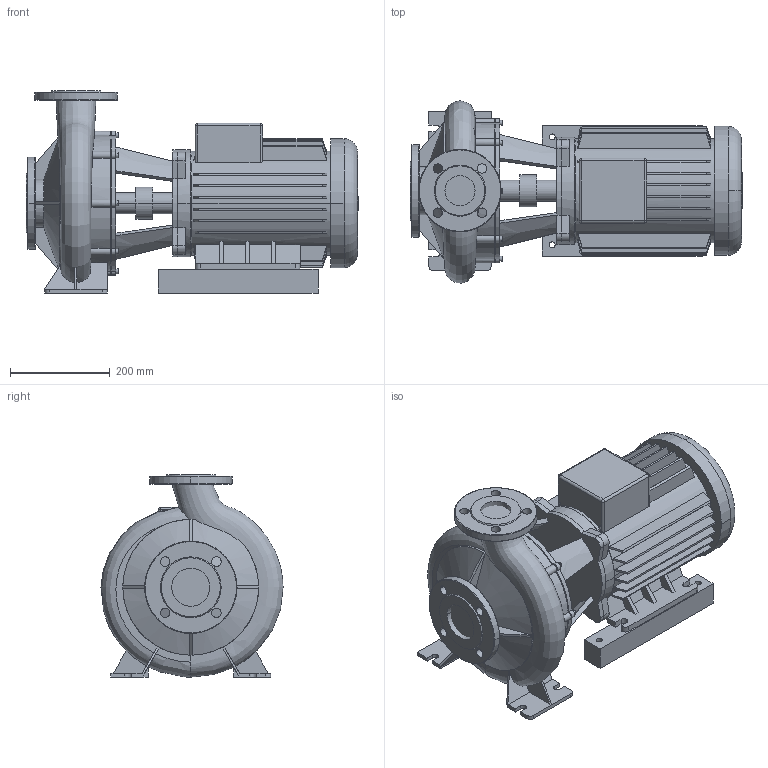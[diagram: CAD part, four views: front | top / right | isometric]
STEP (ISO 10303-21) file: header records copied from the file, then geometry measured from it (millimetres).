
FILE_DESCRIPTION((''),'2;1');
FILE_NAME('3d_BM50_225-17_2-2103508.stp','2011-01-26T14:45:13',(''),(''),'Mechanical Desktop 2008','Mechanical Desktop 2008',', , ');
FILE_SCHEMA(('CONFIG_CONTROL_DESIGN'));
Length unit declared in the file: millimetre
Products named in the file (1): Product
Bounding box: 664.5 x 364.68 x 405 mm (x, y, z)
Volume: 28585565.3 mm3; surface area: 1700502 mm2
Topology: 12 solids, 12 shells, 674 faces, 1749 edges, 1139 vertices
Faces by surface type: plane 318, bspline 193, cylinder 113, cone 44, sphere 4, torus 2
Entity records: 29152 total; most frequent: CARTESIAN_POINT 13371, ORIENTED_EDGE 3490, DIRECTION 2908, EDGE_CURVE 1745, VERTEX_POINT 1139, VECTOR 1038, LINE 1038, AXIS2_PLACEMENT_3D 935
